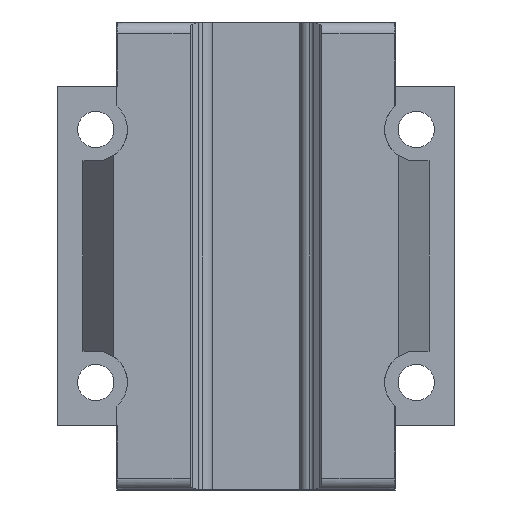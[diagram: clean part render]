
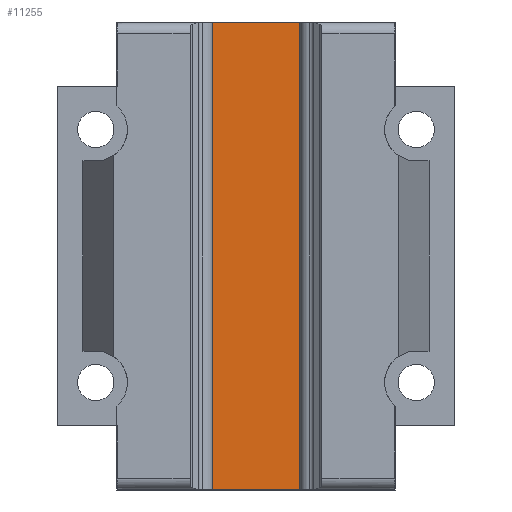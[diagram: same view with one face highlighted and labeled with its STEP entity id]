
A CAD part, front view. The second image highlights one B-rep face of the part: STEP entity #11255.
In plain terms, the highlighted planar face has unit normal (0, -1, 0).
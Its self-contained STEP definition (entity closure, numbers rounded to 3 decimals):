
#2414 = AXIS2_PLACEMENT_3D ( 'NONE', #13781, #13787, #13788 ) ;
#6375 = DIRECTION ( 'NONE',  ( -1., 0., 0. ) ) ;
#6376 = CARTESIAN_POINT ( 'NONE',  ( -16.5, -8.7, -27.65 ) ) ;
#7600 = DIRECTION ( 'NONE',  ( -1., 0., 0. ) ) ;
#7606 = CARTESIAN_POINT ( 'NONE',  ( 5.38, -8.7, 27.65 ) ) ;
#7793 = EDGE_CURVE ( 'NONE', #8776, #8582, #15121, .T. ) ;
#8042 = EDGE_CURVE ( 'NONE', #11122, #10966, #10300, .T. ) ;
#8480 = EDGE_CURVE ( 'NONE', #10966, #8582, #8693, .T. ) ;
#8481 = EDGE_CURVE ( 'NONE', #11122, #8776, #8722, .T. ) ;
#8532 = FACE_OUTER_BOUND ( 'NONE', #11923, .T. ) ;
#8582 = VERTEX_POINT ( 'NONE', #9962 ) ;
#8693 = LINE ( 'NONE', #9953, #8695 ) ;
#8695 = VECTOR ( 'NONE', #9954, 1000. ) ;
#8703 = VECTOR ( 'NONE', #9956, 1000. ) ;
#8722 = LINE ( 'NONE', #9955, #8703 ) ;
#8776 = VERTEX_POINT ( 'NONE', #10034 ) ;
#9953 = CARTESIAN_POINT ( 'NONE',  ( -5.38, -8.7, -27.75 ) ) ;
#9954 = DIRECTION ( 'NONE',  ( 0., 0., 1. ) ) ;
#9955 = CARTESIAN_POINT ( 'NONE',  ( 5.38, -8.7, -27.75 ) ) ;
#9956 = DIRECTION ( 'NONE',  ( 0., 0., 1. ) ) ;
#9962 = CARTESIAN_POINT ( 'NONE',  ( -5.38, -8.7, 27.65 ) ) ;
#10034 = CARTESIAN_POINT ( 'NONE',  ( 5.38, -8.7, 27.65 ) ) ;
#10134 = CARTESIAN_POINT ( 'NONE',  ( -5.38, -8.7, -27.65 ) ) ;
#10299 = VECTOR ( 'NONE', #6375, 1000. ) ;
#10300 = LINE ( 'NONE', #6376, #10299 ) ;
#10966 = VERTEX_POINT ( 'NONE', #10134 ) ;
#11122 = VERTEX_POINT ( 'NONE', #13568 ) ;
#11255 = ADVANCED_FACE ( 'NONE', ( #8532 ), #13778, .F. ) ;
#11923 = EDGE_LOOP ( 'NONE', ( #12692, #12851, #12677, #12810 ) ) ;
#12677 = ORIENTED_EDGE ( 'NONE', *, *, #8480, .F. ) ;
#12692 = ORIENTED_EDGE ( 'NONE', *, *, #8481, .T. ) ;
#12810 = ORIENTED_EDGE ( 'NONE', *, *, #8042, .F. ) ;
#12851 = ORIENTED_EDGE ( 'NONE', *, *, #7793, .T. ) ;
#13568 = CARTESIAN_POINT ( 'NONE',  ( 5.38, -8.7, -27.65 ) ) ;
#13778 = PLANE ( 'NONE',  #2414 ) ;
#13781 = CARTESIAN_POINT ( 'NONE',  ( 5.38, -8.7, -27.75 ) ) ;
#13787 = DIRECTION ( 'NONE',  ( 0., 1., 0. ) ) ;
#13788 = DIRECTION ( 'NONE',  ( 0., 0., 1. ) ) ;
#15116 = VECTOR ( 'NONE', #7600, 1000. ) ;
#15121 = LINE ( 'NONE', #7606, #15116 ) ;
